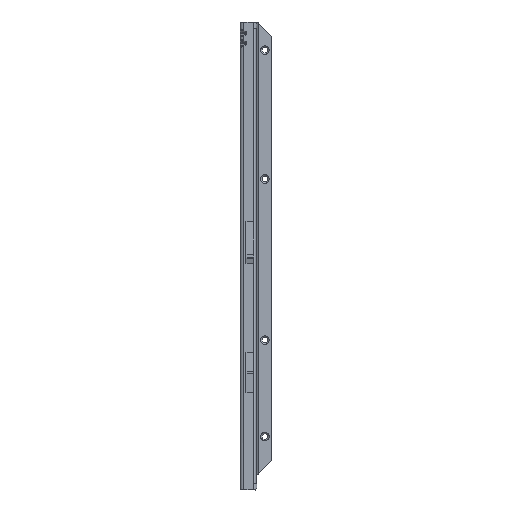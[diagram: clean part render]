
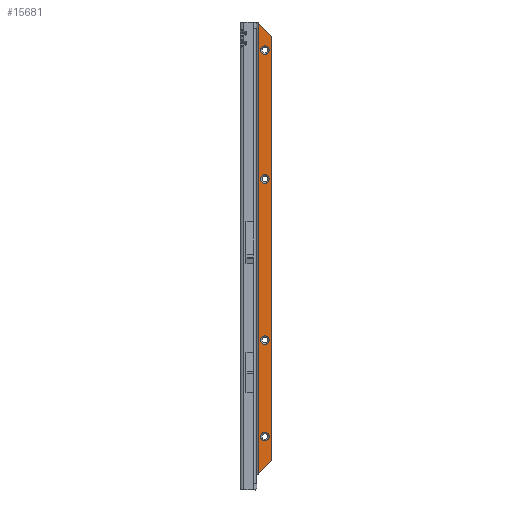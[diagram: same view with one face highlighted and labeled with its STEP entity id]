
A CAD part, front view. The second image highlights one B-rep face of the part: STEP entity #15681.
In plain terms, the highlighted planar face has unit normal (0, -1, 0).
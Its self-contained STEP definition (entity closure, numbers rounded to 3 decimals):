
#118 = AXIS2_PLACEMENT_3D ( 'NONE', #38621, #18996, #43969 ) ;
#440 = CARTESIAN_POINT ( 'NONE',  ( 6.5, -1.5, -23.75 ) ) ;
#452 = CIRCLE ( 'NONE', #51573, 4.25 ) ;
#998 = FACE_BOUND ( 'NONE', #41742, .T. ) ;
#1977 = EDGE_CURVE ( 'NONE', #17218, #47793, #21419, .T. ) ;
#2474 = CARTESIAN_POINT ( 'NONE',  ( 6.5, -1.5, -151.75 ) ) ;
#2792 = EDGE_LOOP ( 'NONE', ( #7311, #19840 ) ) ;
#4952 = LINE ( 'NONE', #42134, #12819 ) ;
#7311 = ORIENTED_EDGE ( 'NONE', *, *, #13463, .T. ) ;
#7777 = EDGE_LOOP ( 'NONE', ( #35389, #36828, #50862, #43773 ) ) ;
#7798 = AXIS2_PLACEMENT_3D ( 'NONE', #39182, #23471, #15007 ) ;
#8955 = CARTESIAN_POINT ( 'NONE',  ( 0.121, -1.5, -0.879 ) ) ;
#11580 = DIRECTION ( 'NONE',  ( 0., 1., 0. ) ) ;
#12250 = CARTESIAN_POINT ( 'NONE',  ( 6.5, -1.5, -316. ) ) ;
#12819 = VECTOR ( 'NONE', #18765, 1000. ) ;
#13463 = EDGE_CURVE ( 'NONE', #15423, #14106, #48463, .T. ) ;
#13469 = DIRECTION ( 'NONE',  ( 0., 1., 0. ) ) ;
#13707 = CARTESIAN_POINT ( 'NONE',  ( 0.5, -1.5, -448.742 ) ) ;
#13970 = CIRCLE ( 'NONE', #31300, 4.25 ) ;
#13992 = EDGE_CURVE ( 'NONE', #41857, #52258, #22142, .T. ) ;
#14106 = VERTEX_POINT ( 'NONE', #37579 ) ;
#14910 = LINE ( 'NONE', #31474, #32418 ) ;
#15007 = DIRECTION ( 'NONE',  ( -1., 0., 0. ) ) ;
#15423 = VERTEX_POINT ( 'NONE', #2474 ) ;
#15561 = EDGE_CURVE ( 'NONE', #52258, #41857, #13970, .T. ) ;
#15681 = ADVANCED_FACE ( 'NONE', ( #34365, #41725, #25214, #998, #25480 ), #41987, .F. ) ;
#16598 = ORIENTED_EDGE ( 'NONE', *, *, #20604, .T. ) ;
#17218 = VERTEX_POINT ( 'NONE', #27316 ) ;
#17418 = EDGE_CURVE ( 'NONE', #40397, #45407, #23540, .T. ) ;
#18765 = DIRECTION ( 'NONE',  ( 0.707, 0., 0.707 ) ) ;
#18922 = DIRECTION ( 'NONE',  ( 0., 1., 0. ) ) ;
#18996 = DIRECTION ( 'NONE',  ( 0., 1., 0. ) ) ;
#19840 = ORIENTED_EDGE ( 'NONE', *, *, #21221, .T. ) ;
#20095 = DIRECTION ( 'NONE',  ( -1., 0., 0. ) ) ;
#20411 = CARTESIAN_POINT ( 'NONE',  ( 0.5, -1.5, -450. ) ) ;
#20604 = EDGE_CURVE ( 'NONE', #31784, #52646, #52392, .T. ) ;
#21221 = EDGE_CURVE ( 'NONE', #14106, #15423, #452, .T. ) ;
#21419 = LINE ( 'NONE', #8955, #47757 ) ;
#22142 = CIRCLE ( 'NONE', #35983, 4.25 ) ;
#23032 = CARTESIAN_POINT ( 'NONE',  ( 6.5, -1.5, -28. ) ) ;
#23471 = DIRECTION ( 'NONE',  ( 0., 1., 0. ) ) ;
#23540 = CIRCLE ( 'NONE', #118, 4.25 ) ;
#23627 = DIRECTION ( 'NONE',  ( 0., 0., 1. ) ) ;
#23666 = DIRECTION ( 'NONE',  ( 0., 1., 0. ) ) ;
#23965 = DIRECTION ( 'NONE',  ( -1., 0., 0. ) ) ;
#25075 = LINE ( 'NONE', #20411, #44268 ) ;
#25214 = FACE_BOUND ( 'NONE', #2792, .T. ) ;
#25480 = FACE_OUTER_BOUND ( 'NONE', #7777, .T. ) ;
#25697 = ORIENTED_EDGE ( 'NONE', *, *, #15561, .T. ) ;
#26578 = CARTESIAN_POINT ( 'NONE',  ( 6.5, -1.5, -407.75 ) ) ;
#27316 = CARTESIAN_POINT ( 'NONE',  ( 13.5, -1.5, -14.258 ) ) ;
#28139 = DIRECTION ( 'NONE',  ( -1., 0., 0. ) ) ;
#28928 = DIRECTION ( 'NONE',  ( -1., 0., 0. ) ) ;
#29930 = CARTESIAN_POINT ( 'NONE',  ( 6.5, -1.5, -416.25 ) ) ;
#31300 = AXIS2_PLACEMENT_3D ( 'NONE', #12250, #40758, #23965 ) ;
#31340 = AXIS2_PLACEMENT_3D ( 'NONE', #42262, #13469, #46323 ) ;
#31474 = CARTESIAN_POINT ( 'NONE',  ( 13.5, -1.5, 0. ) ) ;
#31784 = VERTEX_POINT ( 'NONE', #42984 ) ;
#32012 = CARTESIAN_POINT ( 'NONE',  ( 6.5, -1.5, -320.25 ) ) ;
#32418 = VECTOR ( 'NONE', #23627, 1000. ) ;
#32441 = DIRECTION ( 'NONE',  ( 0., 1., 0. ) ) ;
#33707 = EDGE_CURVE ( 'NONE', #50066, #17218, #14910, .T. ) ;
#33764 = AXIS2_PLACEMENT_3D ( 'NONE', #48882, #52431, #44033 ) ;
#34365 = FACE_BOUND ( 'NONE', #53101, .T. ) ;
#35389 = ORIENTED_EDGE ( 'NONE', *, *, #1977, .T. ) ;
#35983 = AXIS2_PLACEMENT_3D ( 'NONE', #48706, #11580, #28928 ) ;
#36024 = DIRECTION ( 'NONE',  ( -1., 0., 0. ) ) ;
#36109 = CARTESIAN_POINT ( 'NONE',  ( 6.5, -1.5, -28. ) ) ;
#36486 = ORIENTED_EDGE ( 'NONE', *, *, #36724, .T. ) ;
#36724 = EDGE_CURVE ( 'NONE', #52646, #31784, #40362, .T. ) ;
#36828 = ORIENTED_EDGE ( 'NONE', *, *, #48817, .F. ) ;
#36952 = DIRECTION ( 'NONE',  ( 0., 0., 1. ) ) ;
#37579 = CARTESIAN_POINT ( 'NONE',  ( 6.5, -1.5, -160.25 ) ) ;
#38269 = EDGE_CURVE ( 'NONE', #41055, #50066, #4952, .T. ) ;
#38496 = CARTESIAN_POINT ( 'NONE',  ( 13.5, -1.5, -435.742 ) ) ;
#38621 = CARTESIAN_POINT ( 'NONE',  ( 6.5, -1.5, -412. ) ) ;
#39182 = CARTESIAN_POINT ( 'NONE',  ( 6.5, -1.5, -156. ) ) ;
#40063 = CARTESIAN_POINT ( 'NONE',  ( 6.5, -1.5, -156. ) ) ;
#40362 = CIRCLE ( 'NONE', #52474, 4.25 ) ;
#40397 = VERTEX_POINT ( 'NONE', #29930 ) ;
#40758 = DIRECTION ( 'NONE',  ( 0., 1., 0. ) ) ;
#41055 = VERTEX_POINT ( 'NONE', #13707 ) ;
#41100 = CARTESIAN_POINT ( 'NONE',  ( 6.5, -1.5, -311.75 ) ) ;
#41725 = FACE_BOUND ( 'NONE', #49732, .T. ) ;
#41742 = EDGE_LOOP ( 'NONE', ( #36486, #16598 ) ) ;
#41857 = VERTEX_POINT ( 'NONE', #41100 ) ;
#41987 = PLANE ( 'NONE',  #31340 ) ;
#42134 = CARTESIAN_POINT ( 'NONE',  ( 0.121, -1.5, -449.121 ) ) ;
#42262 = CARTESIAN_POINT ( 'NONE',  ( 0., -1.5, -450. ) ) ;
#42574 = DIRECTION ( 'NONE',  ( -0.707, 0., 0.707 ) ) ;
#42807 = ORIENTED_EDGE ( 'NONE', *, *, #17418, .T. ) ;
#42984 = CARTESIAN_POINT ( 'NONE',  ( 6.5, -1.5, -32.25 ) ) ;
#43757 = AXIS2_PLACEMENT_3D ( 'NONE', #36109, #23666, #20095 ) ;
#43773 = ORIENTED_EDGE ( 'NONE', *, *, #33707, .T. ) ;
#43969 = DIRECTION ( 'NONE',  ( -1., 0., 0. ) ) ;
#44033 = DIRECTION ( 'NONE',  ( -1., 0., 0. ) ) ;
#44268 = VECTOR ( 'NONE', #36952, 1000. ) ;
#45407 = VERTEX_POINT ( 'NONE', #26578 ) ;
#46323 = DIRECTION ( 'NONE',  ( -1., 0., 0. ) ) ;
#47757 = VECTOR ( 'NONE', #42574, 1000. ) ;
#47793 = VERTEX_POINT ( 'NONE', #47948 ) ;
#47948 = CARTESIAN_POINT ( 'NONE',  ( 0.5, -1.5, -1.258 ) ) ;
#48098 = EDGE_CURVE ( 'NONE', #45407, #40397, #52810, .T. ) ;
#48463 = CIRCLE ( 'NONE', #7798, 4.25 ) ;
#48706 = CARTESIAN_POINT ( 'NONE',  ( 6.5, -1.5, -316. ) ) ;
#48817 = EDGE_CURVE ( 'NONE', #41055, #47793, #25075, .T. ) ;
#48882 = CARTESIAN_POINT ( 'NONE',  ( 6.5, -1.5, -412. ) ) ;
#49732 = EDGE_LOOP ( 'NONE', ( #51403, #25697 ) ) ;
#50066 = VERTEX_POINT ( 'NONE', #38496 ) ;
#50862 = ORIENTED_EDGE ( 'NONE', *, *, #38269, .T. ) ;
#51403 = ORIENTED_EDGE ( 'NONE', *, *, #13992, .T. ) ;
#51573 = AXIS2_PLACEMENT_3D ( 'NONE', #40063, #32441, #28139 ) ;
#51581 = ORIENTED_EDGE ( 'NONE', *, *, #48098, .T. ) ;
#52258 = VERTEX_POINT ( 'NONE', #32012 ) ;
#52392 = CIRCLE ( 'NONE', #43757, 4.25 ) ;
#52431 = DIRECTION ( 'NONE',  ( 0., 1., 0. ) ) ;
#52474 = AXIS2_PLACEMENT_3D ( 'NONE', #23032, #18922, #36024 ) ;
#52646 = VERTEX_POINT ( 'NONE', #440 ) ;
#52810 = CIRCLE ( 'NONE', #33764, 4.25 ) ;
#53101 = EDGE_LOOP ( 'NONE', ( #51581, #42807 ) ) ;
